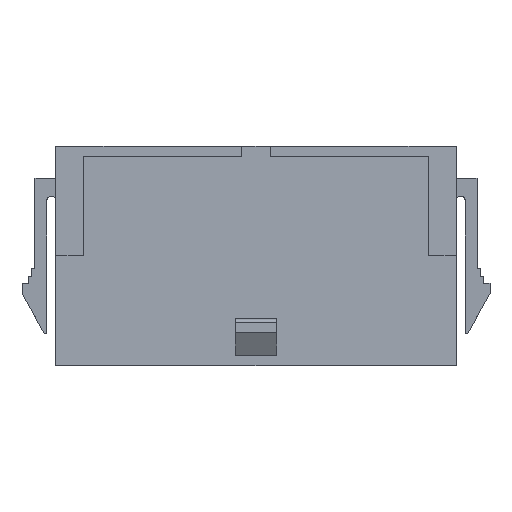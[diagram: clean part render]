
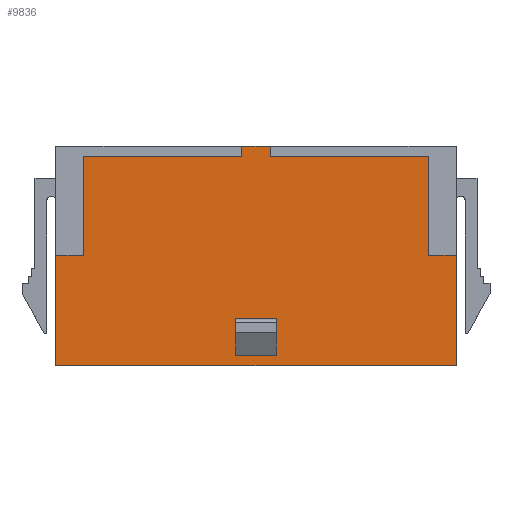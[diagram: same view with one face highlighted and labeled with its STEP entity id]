
A CAD part, top view. The second image highlights one B-rep face of the part: STEP entity #9836.
In plain terms, the highlighted planar face has unit normal (0, 0, 1).
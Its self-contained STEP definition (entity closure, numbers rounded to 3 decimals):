
#796=ORIENTED_EDGE('',*,*,#3573,.F.);
#797=ORIENTED_EDGE('',*,*,#3574,.T.);
#798=ORIENTED_EDGE('',*,*,#3575,.T.);
#799=ORIENTED_EDGE('',*,*,#3576,.F.);
#800=ORIENTED_EDGE('',*,*,#3120,.F.);
#801=ORIENTED_EDGE('',*,*,#3531,.F.);
#802=ORIENTED_EDGE('',*,*,#3572,.F.);
#803=ORIENTED_EDGE('',*,*,#3570,.F.);
#804=ORIENTED_EDGE('',*,*,#3568,.F.);
#805=ORIENTED_EDGE('',*,*,#3566,.F.);
#806=ORIENTED_EDGE('',*,*,#3042,.F.);
#807=ORIENTED_EDGE('',*,*,#3565,.F.);
#808=ORIENTED_EDGE('',*,*,#3563,.F.);
#809=ORIENTED_EDGE('',*,*,#3561,.F.);
#810=ORIENTED_EDGE('',*,*,#3559,.F.);
#811=ORIENTED_EDGE('',*,*,#3543,.F.);
#3042=EDGE_CURVE('',#4472,#4473,#5409,.T.);
#3120=EDGE_CURVE('',#4550,#4548,#5487,.T.);
#3531=EDGE_CURVE('',#4887,#4550,#5898,.T.);
#3543=EDGE_CURVE('',#4548,#4898,#5910,.T.);
#3559=EDGE_CURVE('',#4898,#4910,#5926,.T.);
#3561=EDGE_CURVE('',#4910,#4911,#5928,.T.);
#3563=EDGE_CURVE('',#4911,#4912,#5930,.T.);
#3565=EDGE_CURVE('',#4912,#4472,#5932,.T.);
#3566=EDGE_CURVE('',#4473,#4913,#5933,.T.);
#3568=EDGE_CURVE('',#4913,#4914,#5935,.T.);
#3570=EDGE_CURVE('',#4914,#4915,#5937,.T.);
#3572=EDGE_CURVE('',#4915,#4887,#5939,.T.);
#3573=EDGE_CURVE('',#4916,#4917,#5940,.T.);
#3574=EDGE_CURVE('',#4916,#4918,#5941,.T.);
#3575=EDGE_CURVE('',#4918,#4919,#5942,.T.);
#3576=EDGE_CURVE('',#4917,#4919,#5943,.T.);
#4472=VERTEX_POINT('',#13522);
#4473=VERTEX_POINT('',#13524);
#4548=VERTEX_POINT('',#13675);
#4550=VERTEX_POINT('',#13679);
#4887=VERTEX_POINT('',#14509);
#4898=VERTEX_POINT('',#14534);
#4910=VERTEX_POINT('',#14566);
#4911=VERTEX_POINT('',#14570);
#4912=VERTEX_POINT('',#14574);
#4913=VERTEX_POINT('',#14580);
#4914=VERTEX_POINT('',#14584);
#4915=VERTEX_POINT('',#14588);
#4916=VERTEX_POINT('',#14594);
#4917=VERTEX_POINT('',#14595);
#4918=VERTEX_POINT('',#14597);
#4919=VERTEX_POINT('',#14599);
#5409=LINE('',#13523,#6797);
#5487=LINE('',#13680,#6875);
#5898=LINE('',#14510,#7286);
#5910=LINE('',#14533,#7298);
#5926=LINE('',#14565,#7314);
#5928=LINE('',#14569,#7316);
#5930=LINE('',#14573,#7318);
#5932=LINE('',#14577,#7320);
#5933=LINE('',#14579,#7321);
#5935=LINE('',#14583,#7323);
#5937=LINE('',#14587,#7325);
#5939=LINE('',#14591,#7327);
#5940=LINE('',#14593,#7328);
#5941=LINE('',#14596,#7329);
#5942=LINE('',#14598,#7330);
#5943=LINE('',#14600,#7331);
#6797=VECTOR('',#10934,1000.);
#6875=VECTOR('',#11014,1000.);
#7286=VECTOR('',#11589,1000.);
#7298=VECTOR('',#11603,1000.);
#7314=VECTOR('',#11627,1000.);
#7316=VECTOR('',#11631,1000.);
#7318=VECTOR('',#11635,1000.);
#7320=VECTOR('',#11639,1000.);
#7321=VECTOR('',#11642,1000.);
#7323=VECTOR('',#11646,1000.);
#7325=VECTOR('',#11650,1000.);
#7327=VECTOR('',#11654,1000.);
#7328=VECTOR('',#11657,1000.);
#7329=VECTOR('',#11658,1000.);
#7330=VECTOR('',#11659,1000.);
#7331=VECTOR('',#11660,1000.);
#8245=EDGE_LOOP('',(#796,#797,#798,#799));
#8246=EDGE_LOOP('',(#800,#801,#802,#803,#804,#805,#806,#807,#808,#809,#810,
#811));
#8802=FACE_BOUND('',#8245,.T.);
#8803=FACE_BOUND('',#8246,.T.);
#9337=PLANE('',#10375);
#9836=ADVANCED_FACE('',(#8802,#8803),#9337,.F.);
#10375=AXIS2_PLACEMENT_3D('',#14592,#11655,#11656);
#10934=DIRECTION('',(1.,0.,0.));
#11014=DIRECTION('',(-1.,0.,0.));
#11589=DIRECTION('',(0.,-1.,0.));
#11603=DIRECTION('',(0.,1.,0.));
#11627=DIRECTION('',(1.,0.,0.));
#11631=DIRECTION('',(0.,1.,0.));
#11635=DIRECTION('',(1.,0.,0.));
#11639=DIRECTION('',(0.,1.,0.));
#11642=DIRECTION('',(0.,-1.,0.));
#11646=DIRECTION('',(1.,0.,0.));
#11650=DIRECTION('',(0.,-1.,0.));
#11654=DIRECTION('',(1.,0.,0.));
#11655=DIRECTION('',(0.,0.,-1.));
#11656=DIRECTION('',(-1.,0.,0.));
#11657=DIRECTION('',(-1.,0.,0.));
#11658=DIRECTION('',(0.,-1.,0.));
#11659=DIRECTION('',(-1.,0.,0.));
#11660=DIRECTION('',(0.,-1.,0.));
#13522=CARTESIAN_POINT('',(-1.1,8.45,1.935));
#13523=CARTESIAN_POINT('',(-1.1,8.45,1.935));
#13524=CARTESIAN_POINT('',(1.1,8.45,1.935));
#13675=CARTESIAN_POINT('',(-15.425,-8.45,1.935));
#13679=CARTESIAN_POINT('',(15.425,-8.45,1.935));
#13680=CARTESIAN_POINT('',(15.425,-8.45,1.935));
#14509=CARTESIAN_POINT('',(15.425,0.05,1.935));
#14510=CARTESIAN_POINT('',(15.425,0.05,1.935));
#14533=CARTESIAN_POINT('',(-15.425,-8.45,1.935));
#14534=CARTESIAN_POINT('',(-15.425,0.05,1.935));
#14565=CARTESIAN_POINT('',(-15.425,0.05,1.935));
#14566=CARTESIAN_POINT('',(-13.3,0.05,1.935));
#14569=CARTESIAN_POINT('',(-13.3,0.05,1.935));
#14570=CARTESIAN_POINT('',(-13.3,7.624,1.935));
#14573=CARTESIAN_POINT('',(-13.3,7.624,1.935));
#14574=CARTESIAN_POINT('',(-1.1,7.624,1.935));
#14577=CARTESIAN_POINT('',(-1.1,7.624,1.935));
#14579=CARTESIAN_POINT('',(1.1,8.45,1.935));
#14580=CARTESIAN_POINT('',(1.1,7.624,1.935));
#14583=CARTESIAN_POINT('',(1.1,7.624,1.935));
#14584=CARTESIAN_POINT('',(13.3,7.624,1.935));
#14587=CARTESIAN_POINT('',(13.3,7.624,1.935));
#14588=CARTESIAN_POINT('',(13.3,0.05,1.935));
#14591=CARTESIAN_POINT('',(13.3,0.05,1.935));
#14592=CARTESIAN_POINT('',(0.,0.,1.935));
#14593=CARTESIAN_POINT('',(1.59,-4.85,1.935));
#14594=CARTESIAN_POINT('',(1.59,-4.85,1.935));
#14595=CARTESIAN_POINT('',(-1.59,-4.85,1.935));
#14596=CARTESIAN_POINT('',(1.59,-7.65,1.935));
#14597=CARTESIAN_POINT('',(1.59,-7.65,1.935));
#14598=CARTESIAN_POINT('',(1.59,-7.65,1.935));
#14599=CARTESIAN_POINT('',(-1.59,-7.65,1.935));
#14600=CARTESIAN_POINT('',(-1.59,-7.65,1.935));
